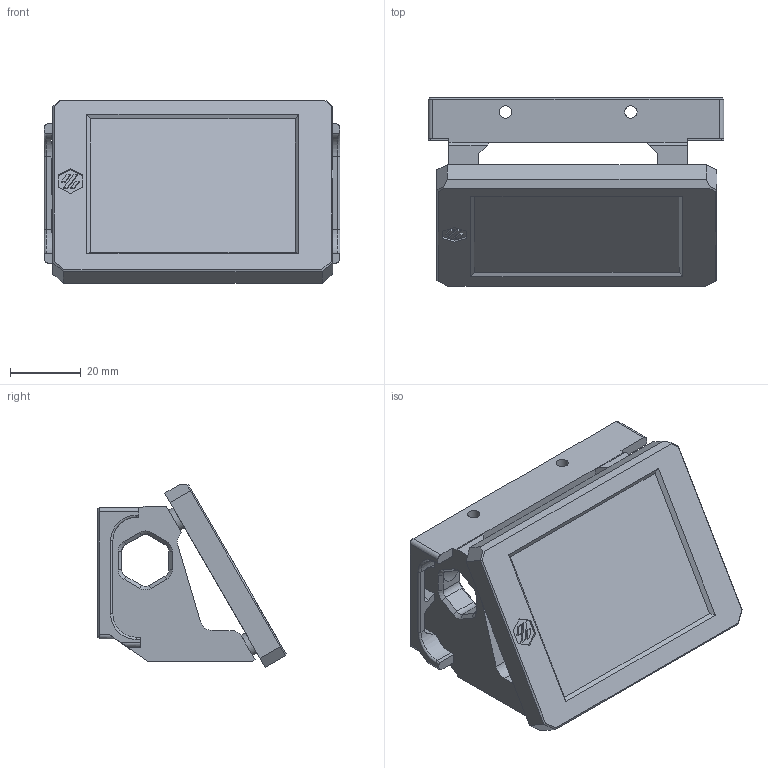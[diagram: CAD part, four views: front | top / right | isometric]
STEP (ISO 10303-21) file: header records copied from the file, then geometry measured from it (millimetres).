
FILE_DESCRIPTION(/* description */ (''),/* implementation_level */ '2;1');
FILE_NAME(/* name */ 'WaveshareSkirtMount.step',/* time_stamp */ '2022-12-03T18:39:27-08:00',/* author */ (''),/* organization */ (''),/* preprocessor_version */ 'ST-DEVELOPER v19.2',/* originating_system */ 'Autodesk Translation Framework v11.17.0.187',/* authorisation */ '');
FILE_SCHEMA (('AUTOMOTIVE_DESIGN { 1 0 10303 214 3 1 1 }'));
Length unit declared in the file: millimetre
Products named in the file (4): WaveshareSkirtMount; Display_Cover; Display_mount; Waveshare2.8
Assembly tree (3 placements, depth 2):
  WaveshareSkirtMount
    Display_Cover
    Display_mount
    Waveshare2.8
Bounding box: 83.67 x 53.23 x 51.67 mm (x, y, z)
Volume: 39393.5 mm3; surface area: 42711.6 mm2
Topology: 9 solids, 9 shells, 413 faces, 1048 edges, 657 vertices
Faces by surface type: plane 259, cylinder 97, cone 53, torus 4
Full cylindrical faces by diameter (mm): 3 x8, 3.5 x2, 6.5 x8
Entity records: 12714 total; most frequent: CARTESIAN_POINT 2409, DIRECTION 2107, ORIENTED_EDGE 2096, EDGE_CURVE 1048, LINE 767, VECTOR 767, AXIS2_PLACEMENT_3D 670, VERTEX_POINT 657
